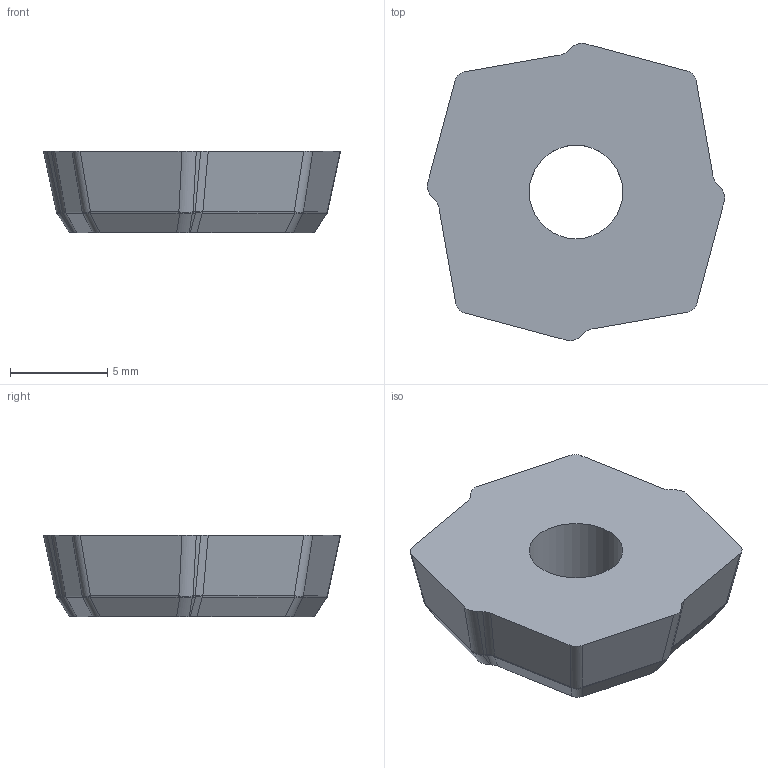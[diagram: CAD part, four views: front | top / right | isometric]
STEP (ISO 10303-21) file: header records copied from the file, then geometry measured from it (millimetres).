
FILE_DESCRIPTION(/* description */ (''),/* implementation_level */ '2;1');
FILE_NAME(/* name */ '61358318_cgr_000~00_214.stp',/* time_stamp */ '2020-03-27T14:15:37+06:00',/* author */ (''),/* organization */ (''),/* preprocessor_version */ 'ST-DEVELOPER v16.7',/* originating_system */ 'SIEMENS PLM Software NX 12.0',/* authorisation */ '');
FILE_SCHEMA (('AUTOMOTIVE_DESIGN { 1 0 10303 214 3 1 1 1 }'));
Length unit declared in the file: millimetre
Products named in the file (1): 61358318_cgr_000~00
Bounding box: 15.24 x 15.24 x 4.2 mm (x, y, z)
Volume: 595.6 mm3; surface area: 542.5 mm2
Topology: 1 solids, 1 shells, 99 faces, 268 edges, 195 vertices
Faces by surface type: cylinder 37, bspline 36, plane 26
Full cylindrical faces by diameter (mm): 4.8 x1
Entity records: 3474 total; most frequent: CARTESIAN_POINT 910, DIRECTION 556, ORIENTED_EDGE 484, EDGE_CURVE 242, AXIS2_PLACEMENT_3D 224, VERTEX_POINT 146, ELLIPSE 108, LINE 108
